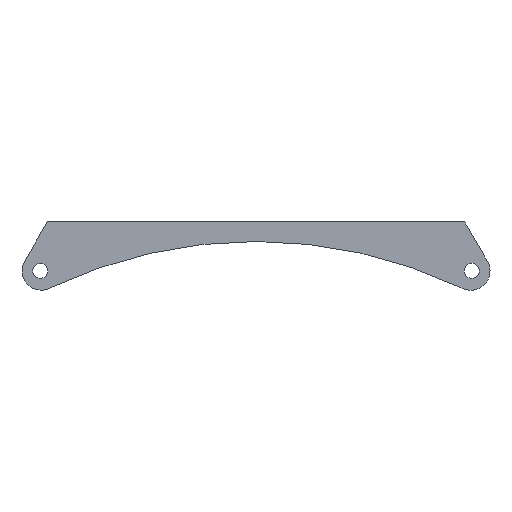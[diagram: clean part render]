
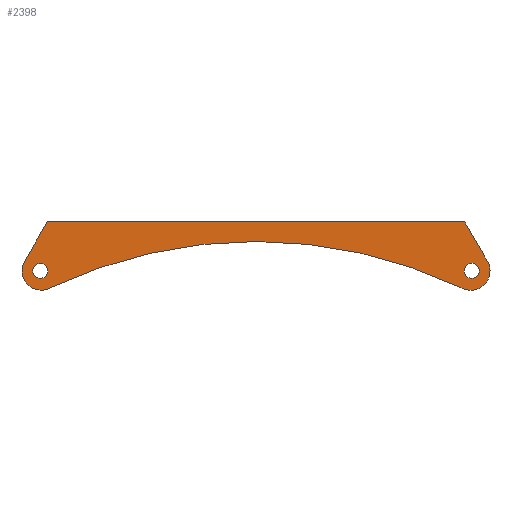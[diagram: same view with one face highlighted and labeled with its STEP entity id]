
A CAD part, left-side view. The second image highlights one B-rep face of the part: STEP entity #2398.
In plain terms, the highlighted planar face has unit normal (-1, 0, 0).
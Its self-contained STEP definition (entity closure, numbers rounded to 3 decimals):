
#25=FACE_BOUND('',#351,.T.);
#26=FACE_BOUND('',#352,.T.);
#108=PLANE('',#2618);
#222=FACE_OUTER_BOUND('',#350,.T.);
#350=EDGE_LOOP('',(#2211,#2212,#2213,#2214,#2215,#2216,#2217,#2218));
#351=EDGE_LOOP('',(#2219));
#352=EDGE_LOOP('',(#2220));
#463=LINE('',#3711,#701);
#594=LINE('',#4042,#832);
#598=LINE('',#4051,#836);
#602=LINE('',#4059,#840);
#606=LINE('',#4072,#844);
#701=VECTOR('',#2887,10.);
#832=VECTOR('',#3252,10.);
#836=VECTOR('',#3262,10.);
#840=VECTOR('',#3272,10.);
#844=VECTOR('',#3288,10.);
#944=CIRCLE('',#2601,13.);
#949=CIRCLE('',#2619,13.);
#950=CIRCLE('',#2620,321.66);
#951=CIRCLE('',#2621,5.05);
#952=CIRCLE('',#2622,5.05);
#1095=VERTEX_POINT('',#3708);
#1096=VERTEX_POINT('',#3710);
#1176=VERTEX_POINT('',#4029);
#1178=VERTEX_POINT('',#4039);
#1179=VERTEX_POINT('',#4041);
#1181=VERTEX_POINT('',#4050);
#1185=VERTEX_POINT('',#4071);
#1186=VERTEX_POINT('',#4073);
#1187=VERTEX_POINT('',#4076);
#1188=VERTEX_POINT('',#4078);
#1351=EDGE_CURVE('',#1096,#1095,#463,.T.);
#1514=EDGE_CURVE('',#1176,#1096,#944,.T.);
#1520=EDGE_CURVE('',#1179,#1178,#594,.T.);
#1524=EDGE_CURVE('',#1181,#1179,#598,.T.);
#1528=EDGE_CURVE('',#1095,#1181,#602,.T.);
#1534=EDGE_CURVE('',#1178,#1185,#606,.T.);
#1535=EDGE_CURVE('',#1185,#1186,#949,.T.);
#1536=EDGE_CURVE('',#1186,#1176,#950,.T.);
#1537=EDGE_CURVE('',#1187,#1187,#951,.T.);
#1538=EDGE_CURVE('',#1188,#1188,#952,.T.);
#2211=ORIENTED_EDGE('',*,*,#1534,.T.);
#2212=ORIENTED_EDGE('',*,*,#1535,.T.);
#2213=ORIENTED_EDGE('',*,*,#1536,.T.);
#2214=ORIENTED_EDGE('',*,*,#1514,.T.);
#2215=ORIENTED_EDGE('',*,*,#1351,.T.);
#2216=ORIENTED_EDGE('',*,*,#1528,.T.);
#2217=ORIENTED_EDGE('',*,*,#1524,.T.);
#2218=ORIENTED_EDGE('',*,*,#1520,.T.);
#2219=ORIENTED_EDGE('',*,*,#1537,.T.);
#2220=ORIENTED_EDGE('',*,*,#1538,.T.);
#2398=ADVANCED_FACE('',(#222,#25,#26),#108,.F.);
#2601=AXIS2_PLACEMENT_3D('',#4030,#3237,#3238);
#2618=AXIS2_PLACEMENT_3D('',#4070,#3286,#3287);
#2619=AXIS2_PLACEMENT_3D('',#4074,#3289,#3290);
#2620=AXIS2_PLACEMENT_3D('',#4075,#3291,#3292);
#2621=AXIS2_PLACEMENT_3D('',#4077,#3293,#3294);
#2622=AXIS2_PLACEMENT_3D('',#4079,#3295,#3296);
#2887=DIRECTION('',(0.,0.5,0.866));
#3237=DIRECTION('center_axis',(-1.,0.,0.));
#3238=DIRECTION('ref_axis',(0.,1.,0.));
#3252=DIRECTION('',(0.,1.,0.));
#3262=DIRECTION('',(0.,1.,0.));
#3272=DIRECTION('',(0.,0.5,0.866));
#3286=DIRECTION('center_axis',(1.,0.,0.));
#3287=DIRECTION('ref_axis',(0.,1.,0.));
#3288=DIRECTION('',(0.,0.5,-0.866));
#3289=DIRECTION('center_axis',(-1.,0.,0.));
#3290=DIRECTION('ref_axis',(0.,1.,0.));
#3291=DIRECTION('center_axis',(1.,0.,0.));
#3292=DIRECTION('ref_axis',(0.,0.429,0.903));
#3293=DIRECTION('center_axis',(1.,0.,0.));
#3294=DIRECTION('ref_axis',(0.,1.,0.));
#3295=DIRECTION('center_axis',(1.,0.,0.));
#3296=DIRECTION('ref_axis',(0.,1.,0.));
#3708=CARTESIAN_POINT('',(-16.5,-142.,22.));
#3710=CARTESIAN_POINT('',(-16.5,-155.516,-1.412));
#3711=CARTESIAN_POINT('',(-16.5,-142.,22.));
#4029=CARTESIAN_POINT('',(-16.5,-137.755,-19.227));
#4030=CARTESIAN_POINT('Origin',(-16.5,-144.31,-8.001));
#4039=CARTESIAN_POINT('',(-16.5,140.268,25.));
#4041=CARTESIAN_POINT('',(-16.5,0.,25.));
#4042=CARTESIAN_POINT('',(-16.5,140.268,25.));
#4050=CARTESIAN_POINT('',(-16.5,-140.267,25.));
#4051=CARTESIAN_POINT('',(-16.5,-140.267,25.));
#4059=CARTESIAN_POINT('',(-16.5,-142.,22.));
#4070=CARTESIAN_POINT('Origin',(-16.5,0.,1.999));
#4071=CARTESIAN_POINT('',(-16.5,155.568,-1.501));
#4072=CARTESIAN_POINT('',(-16.5,142.,22.));
#4073=CARTESIAN_POINT('',(-16.5,137.951,-19.34));
#4074=CARTESIAN_POINT('Origin',(-16.5,144.31,-8.001));
#4075=CARTESIAN_POINT('Origin',(-16.5,-0.02,-309.907));
#4076=CARTESIAN_POINT('',(-16.5,139.95,-8.001));
#4077=CARTESIAN_POINT('Origin',(-16.5,145.,-8.001));
#4078=CARTESIAN_POINT('',(-16.5,-150.05,-8.001));
#4079=CARTESIAN_POINT('Origin',(-16.5,-145.,-8.001));
